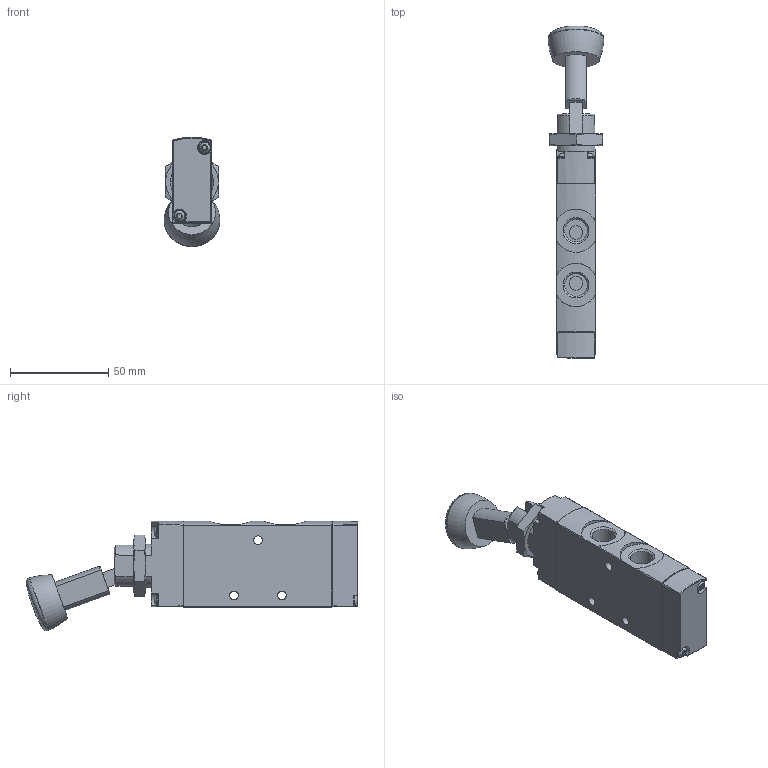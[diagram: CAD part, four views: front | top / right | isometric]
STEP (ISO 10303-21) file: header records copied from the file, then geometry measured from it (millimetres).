
FILE_DESCRIPTION(/* description */ ('STEP AP214'),/* implementation_level */ '2;1');
FILE_NAME(/* name */ '5300034_VHEF-V-M52-M-G14',/* time_stamp */ '2024-09-16T14:22:05+02:00',/* author */ ('License CC BY-ND 4.0'),/* organization */ ('CADENAS'),/* preprocessor_version */ 'ST-DEVELOPER v19.3',/* originating_system */ 'PARTsolutions',/* authorisation */ ' ');
FILE_SCHEMA (('FEATURE_BASED_PROCESS_PLANNING','AUTOMOTIVE_DESIGN {1 0 10303 214 3 1 1}'));
Length unit declared in the file: millimetre
Products named in the file (5): 5300034 VHEF-V-M52-M-G14---(Position1 high); 3143242 VXEF-X-M52-M-G14_valve---(7); 4939363 VHEF-VT-M52---(Position1mechanical-higha); 3394270 VAOM-R4---(schrauben); 337143 VAL-1/8-10 M22X1.5-6-27
Assembly tree (7 placements, depth 2):
  5300034 VHEF-V-M52-M-G14---(Position1 high)
    3143242 VXEF-X-M52-M-G14_valve---(7)
    4939363 VHEF-VT-M52---(Position1mechanical-higha)
    3394270 VAOM-R4---(schrauben)  x4
    337143 VAL-1/8-10 M22X1.5-6-27
Bounding box: 28.39 x 168.63 x 55.75 mm (x, y, z)
Volume: 97328.7 mm3; surface area: 30020.5 mm2
Topology: 7 solids, 7 shells, 321 faces, 785 edges, 512 vertices
Faces by surface type: cylinder 156, plane 105, cone 31, torus 26, sphere 3
Full cylindrical faces by diameter (mm): 2.459 x4, 3 x4, 3.1 x4, 4.4 x3, 5.925 x1, 6.8 x6, 7 x4, 9.7 x1, 11.445 x5, 20.376 x1
Entity records: 8962 total; most frequent: CARTESIAN_POINT 1426, DIRECTION 1299, ORIENTED_EDGE 1102, EDGE_CURVE 551, AXIS2_PLACEMENT_3D 544, VERTEX_POINT 403, FACE_BOUND 366, EDGE_LOOP 362
